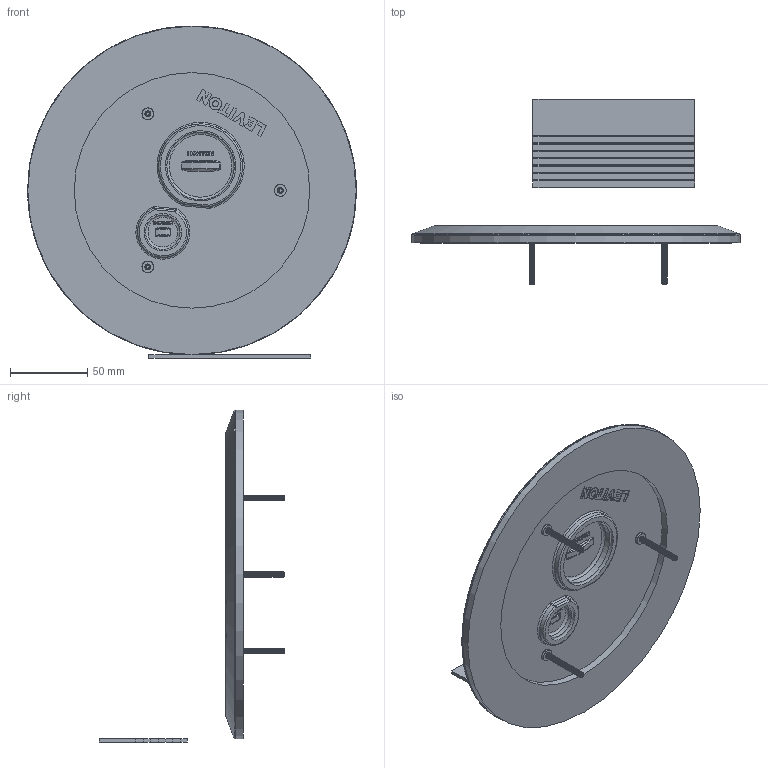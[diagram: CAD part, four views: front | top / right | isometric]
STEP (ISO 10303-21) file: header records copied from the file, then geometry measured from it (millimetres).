
FILE_DESCRIPTION (( 'STEP AP214' ), '1' );
FILE_NAME ('CATSTD-PT5FF-00X-M01.STEP', '2020-11-09T18:53:31', ( '' ), ( '' ), 'SwSTEP 2.0', 'SolidWorks 2020', '' );
FILE_SCHEMA (( 'AUTOMOTIVE_DESIGN' ));
Length unit declared in the file: inch
Products named in the file (1): CATSTD-PT5FF-00X-M01
Bounding box: 212.72 x 120.15 x 214.77 mm (x, y, z)
Surface area: 131199.8 mm2 (no closed solid volume)
Topology: 0 solids, 12 shells, 483 faces, 1494 edges, 1010 vertices
Faces by surface type: plane 175, cylinder 173, bspline 115, cone 20
Full cylindrical faces by diameter (mm): 3.505 x135, 3.81 x3, 7.62 x3, 22.301 x1, 24.333 x1, 27.864 x1, 28.509 x1, 43.688 x1, 45.339 x1, 49.449 x1, 50.099 x1, 152.4 x1, 212.496 x1
Entity records: 74356 total; most frequent: CARTESIAN_POINT 61444, ORIENTED_EDGE 1776, DIRECTION 1289, EDGE_CURVE 1038, VERTEX_POINT 730, LINE 649, VECTOR 649, EDGE_LOOP 434
